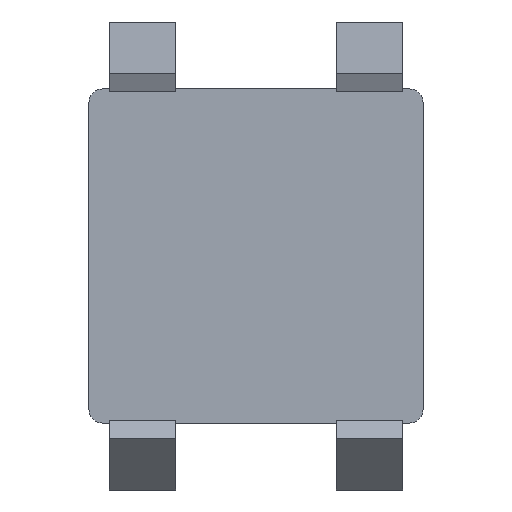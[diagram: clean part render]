
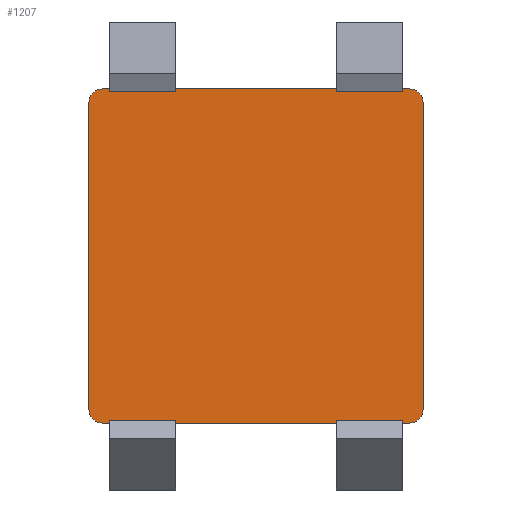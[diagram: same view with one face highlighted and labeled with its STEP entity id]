
A CAD part, front view. The second image highlights one B-rep face of the part: STEP entity #1207.
In plain terms, the highlighted planar face has unit normal (0, -1, 0).
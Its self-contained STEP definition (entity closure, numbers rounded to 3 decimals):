
#52=LINE('',#1884,#176);
#53=LINE('',#1888,#177);
#54=LINE('',#1892,#178);
#55=LINE('',#1895,#179);
#176=VECTOR('',#1517,10.);
#177=VECTOR('',#1520,10.);
#178=VECTOR('',#1523,10.);
#179=VECTOR('',#1526,10.);
#326=FACE_OUTER_BOUND('',#398,.T.);
#398=EDGE_LOOP('',(#833,#834,#835,#836,#837,#838,#839,#840));
#484=CIRCLE('',#1361,0.2);
#485=CIRCLE('',#1363,0.2);
#486=CIRCLE('',#1364,0.2);
#487=CIRCLE('',#1365,0.2);
#529=VERTEX_POINT('',#1877);
#530=VERTEX_POINT('',#1879);
#531=VERTEX_POINT('',#1883);
#532=VERTEX_POINT('',#1885);
#533=VERTEX_POINT('',#1887);
#534=VERTEX_POINT('',#1889);
#535=VERTEX_POINT('',#1891);
#536=VERTEX_POINT('',#1893);
#649=EDGE_CURVE('',#529,#530,#484,.T.);
#651=EDGE_CURVE('',#531,#529,#52,.T.);
#652=EDGE_CURVE('',#532,#531,#485,.T.);
#653=EDGE_CURVE('',#533,#532,#53,.T.);
#654=EDGE_CURVE('',#534,#533,#486,.T.);
#655=EDGE_CURVE('',#535,#534,#54,.T.);
#656=EDGE_CURVE('',#536,#535,#487,.T.);
#657=EDGE_CURVE('',#530,#536,#55,.T.);
#833=ORIENTED_EDGE('',*,*,#649,.F.);
#834=ORIENTED_EDGE('',*,*,#651,.F.);
#835=ORIENTED_EDGE('',*,*,#652,.F.);
#836=ORIENTED_EDGE('',*,*,#653,.F.);
#837=ORIENTED_EDGE('',*,*,#654,.F.);
#838=ORIENTED_EDGE('',*,*,#655,.F.);
#839=ORIENTED_EDGE('',*,*,#656,.F.);
#840=ORIENTED_EDGE('',*,*,#657,.F.);
#1146=PLANE('',#1362);
#1207=ADVANCED_FACE('',(#326),#1146,.F.);
#1361=AXIS2_PLACEMENT_3D('',#1880,#1512,#1513);
#1362=AXIS2_PLACEMENT_3D('',#1882,#1515,#1516);
#1363=AXIS2_PLACEMENT_3D('',#1886,#1518,#1519);
#1364=AXIS2_PLACEMENT_3D('',#1890,#1521,#1522);
#1365=AXIS2_PLACEMENT_3D('',#1894,#1524,#1525);
#1512=DIRECTION('center_axis',(0.,1.,0.));
#1513=DIRECTION('ref_axis',(0.707,0.,0.707));
#1515=DIRECTION('center_axis',(0.,1.,0.));
#1516=DIRECTION('ref_axis',(0.,0.,1.));
#1517=DIRECTION('',(1.,0.,0.));
#1518=DIRECTION('center_axis',(0.,1.,0.));
#1519=DIRECTION('ref_axis',(-0.707,0.,0.707));
#1520=DIRECTION('',(0.,0.,1.));
#1521=DIRECTION('center_axis',(0.,1.,0.));
#1522=DIRECTION('ref_axis',(-0.707,0.,-0.707));
#1523=DIRECTION('',(-1.,0.,0.));
#1524=DIRECTION('center_axis',(0.,1.,0.));
#1525=DIRECTION('ref_axis',(0.707,0.,-0.707));
#1526=DIRECTION('',(0.,0.,-1.));
#1877=CARTESIAN_POINT('',(2.3,0.,2.5));
#1879=CARTESIAN_POINT('',(2.5,0.,2.3));
#1880=CARTESIAN_POINT('Origin',(2.3,0.,2.3));
#1882=CARTESIAN_POINT('Origin',(0.,0.,0.));
#1883=CARTESIAN_POINT('',(-2.3,0.,2.5));
#1884=CARTESIAN_POINT('',(-2.5,0.,2.5));
#1885=CARTESIAN_POINT('',(-2.5,0.,2.3));
#1886=CARTESIAN_POINT('Origin',(-2.3,0.,2.3));
#1887=CARTESIAN_POINT('',(-2.5,0.,-2.3));
#1888=CARTESIAN_POINT('',(-2.5,0.,-2.5));
#1889=CARTESIAN_POINT('',(-2.3,0.,-2.5));
#1890=CARTESIAN_POINT('Origin',(-2.3,0.,-2.3));
#1891=CARTESIAN_POINT('',(2.3,0.,-2.5));
#1892=CARTESIAN_POINT('',(2.5,0.,-2.5));
#1893=CARTESIAN_POINT('',(2.5,0.,-2.3));
#1894=CARTESIAN_POINT('Origin',(2.3,0.,-2.3));
#1895=CARTESIAN_POINT('',(2.5,0.,2.5));
